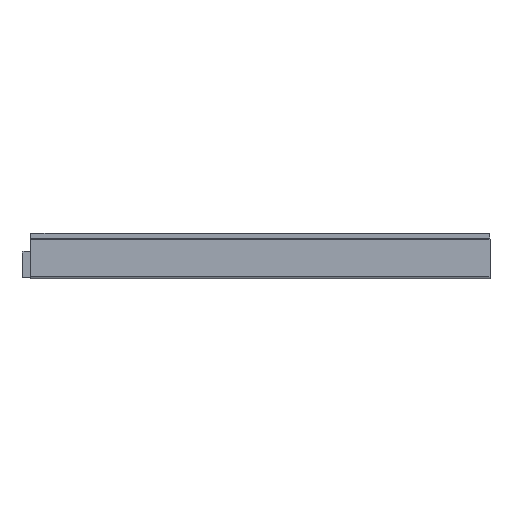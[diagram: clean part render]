
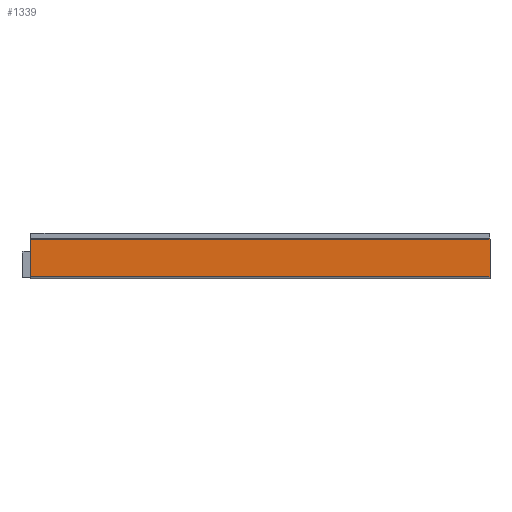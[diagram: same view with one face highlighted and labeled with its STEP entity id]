
A CAD part, top view. The second image highlights one B-rep face of the part: STEP entity #1339.
In plain terms, the highlighted planar face has unit normal (0, 0, 1).
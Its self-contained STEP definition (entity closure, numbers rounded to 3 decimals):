
#76 = VECTOR ( 'NONE', #1888, 1000. ) ;
#282 = CARTESIAN_POINT ( 'NONE',  ( 0., 0., 0. ) ) ;
#441 = EDGE_CURVE ( 'NONE', #2222, #859, #2011, .T. ) ;
#451 = CARTESIAN_POINT ( 'NONE',  ( 154.7, 0., 0. ) ) ;
#504 = ORIENTED_EDGE ( 'NONE', *, *, #441, .T. ) ;
#512 = ORIENTED_EDGE ( 'NONE', *, *, #923, .T. ) ;
#626 = EDGE_CURVE ( 'NONE', #859, #738, #1721, .T. ) ;
#738 = VERTEX_POINT ( 'NONE', #746 ) ;
#746 = CARTESIAN_POINT ( 'NONE',  ( -2., 0.7, 0. ) ) ;
#840 = FACE_OUTER_BOUND ( 'NONE', #857, .T. ) ;
#857 = EDGE_LOOP ( 'NONE', ( #512, #2419, #504, #1811 ) ) ;
#859 = VERTEX_POINT ( 'NONE', #1952 ) ;
#923 = EDGE_CURVE ( 'NONE', #738, #2353, #1477, .T. ) ;
#978 = DIRECTION ( 'NONE',  ( 0., 1., 0. ) ) ;
#1014 = VECTOR ( 'NONE', #1415, 1000. ) ;
#1030 = AXIS2_PLACEMENT_3D ( 'NONE', #282, #1784, #1035 ) ;
#1035 = DIRECTION ( 'NONE',  ( -1., 0., 0. ) ) ;
#1046 = CARTESIAN_POINT ( 'NONE',  ( -2., 13.4, 0. ) ) ;
#1183 = VECTOR ( 'NONE', #978, 1000. ) ;
#1246 = EDGE_CURVE ( 'NONE', #2353, #2222, #2058, .T. ) ;
#1295 = CARTESIAN_POINT ( 'NONE',  ( -2., 0., 0. ) ) ;
#1339 = ADVANCED_FACE ( 'NONE', ( #840 ), #1608, .F. ) ;
#1415 = DIRECTION ( 'NONE',  ( 1., 0., 0. ) ) ;
#1474 = CARTESIAN_POINT ( 'NONE',  ( 154.7, 13.4, 0. ) ) ;
#1477 = LINE ( 'NONE', #1959, #1014 ) ;
#1549 = CARTESIAN_POINT ( 'NONE',  ( 154.7, 0.7, 0. ) ) ;
#1608 = PLANE ( 'NONE',  #1030 ) ;
#1655 = DIRECTION ( 'NONE',  ( -1., 0., 0. ) ) ;
#1721 = LINE ( 'NONE', #1295, #76 ) ;
#1722 = VECTOR ( 'NONE', #1655, 1000. ) ;
#1784 = DIRECTION ( 'NONE',  ( 0., 0., -1. ) ) ;
#1811 = ORIENTED_EDGE ( 'NONE', *, *, #626, .T. ) ;
#1888 = DIRECTION ( 'NONE',  ( 0., -1., 0. ) ) ;
#1952 = CARTESIAN_POINT ( 'NONE',  ( -2., 13.4, 0. ) ) ;
#1959 = CARTESIAN_POINT ( 'NONE',  ( -2., 0.7, 0. ) ) ;
#2011 = LINE ( 'NONE', #1046, #1722 ) ;
#2058 = LINE ( 'NONE', #451, #1183 ) ;
#2222 = VERTEX_POINT ( 'NONE', #1474 ) ;
#2353 = VERTEX_POINT ( 'NONE', #1549 ) ;
#2419 = ORIENTED_EDGE ( 'NONE', *, *, #1246, .T. ) ;
